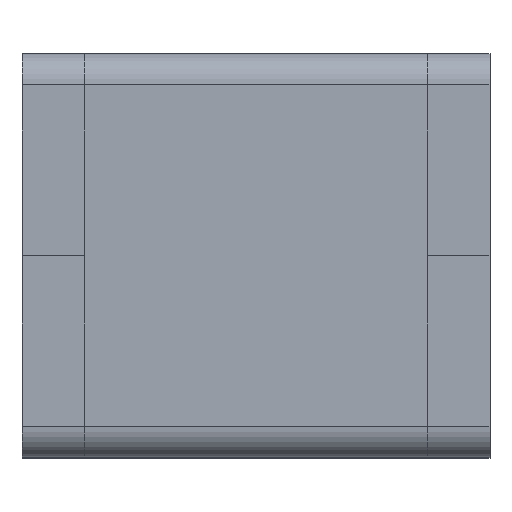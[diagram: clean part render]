
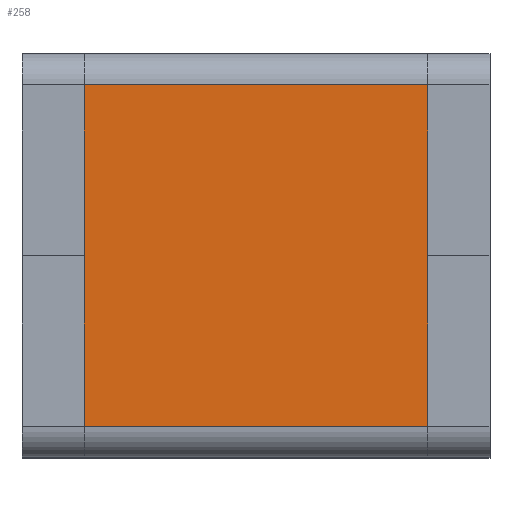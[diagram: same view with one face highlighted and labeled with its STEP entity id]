
A CAD part, top view. The second image highlights one B-rep face of the part: STEP entity #258.
In plain terms, the highlighted planar face has unit normal (0, 0, 1).
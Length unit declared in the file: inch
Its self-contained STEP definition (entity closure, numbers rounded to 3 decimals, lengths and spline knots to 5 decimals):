
#180 = CARTESIAN_POINT ( 'NONE',  ( 0.43307, -0.51, 0.51 ) ) ;
#258 = ADVANCED_FACE ( 'NONE', ( #420 ), #6083, .T. ) ;
#337 = ORIENTED_EDGE ( 'NONE', *, *, #5820, .T. ) ;
#353 = CARTESIAN_POINT ( 'NONE',  ( 0.43307, -0.51, 0.51 ) ) ;
#385 = ORIENTED_EDGE ( 'NONE', *, *, #4054, .F. ) ;
#406 = CARTESIAN_POINT ( 'NONE',  ( 0.43307, -0.51, 0.51 ) ) ;
#420 = FACE_OUTER_BOUND ( 'NONE', #1296, .T. ) ;
#422 = LINE ( 'NONE', #4534, #1549 ) ;
#464 = CARTESIAN_POINT ( 'NONE',  ( 0.43307, 0.43126, 0.51 ) ) ;
#483 = EDGE_CURVE ( 'NONE', #1116, #3072, #5564, .T. ) ;
#484 = VECTOR ( 'NONE', #2507, 39.37008 ) ;
#619 = CARTESIAN_POINT ( 'NONE',  ( -0.43307, -0.51, 0.51 ) ) ;
#744 = VECTOR ( 'NONE', #2486, 39.37008 ) ;
#885 = CARTESIAN_POINT ( 'NONE',  ( 0.43307, -0.43126, 0.51 ) ) ;
#1116 = VERTEX_POINT ( 'NONE', #3281 ) ;
#1155 = DIRECTION ( 'NONE',  ( 0., 1., 0. ) ) ;
#1296 = EDGE_LOOP ( 'NONE', ( #3607, #1573, #2204, #337, #385, #2700 ) ) ;
#1437 = CARTESIAN_POINT ( 'NONE',  ( 0.43307, 0.43126, 0.51 ) ) ;
#1459 = VERTEX_POINT ( 'NONE', #6077 ) ;
#1549 = VECTOR ( 'NONE', #1790, 39.37008 ) ;
#1572 = VECTOR ( 'NONE', #1712, 39.37008 ) ;
#1573 = ORIENTED_EDGE ( 'NONE', *, *, #3688, .T. ) ;
#1712 = DIRECTION ( 'NONE',  ( 0., 1., 0. ) ) ;
#1790 = DIRECTION ( 'NONE',  ( 1., 0., 0. ) ) ;
#1806 = VERTEX_POINT ( 'NONE', #4275 ) ;
#1860 = LINE ( 'NONE', #464, #3316 ) ;
#1884 = DIRECTION ( 'NONE',  ( -1., 0., 0. ) ) ;
#1952 = EDGE_CURVE ( 'NONE', #2829, #1806, #3518, .T. ) ;
#2204 = ORIENTED_EDGE ( 'NONE', *, *, #483, .T. ) ;
#2412 = VERTEX_POINT ( 'NONE', #885 ) ;
#2486 = DIRECTION ( 'NONE',  ( 0., 1., 0. ) ) ;
#2507 = DIRECTION ( 'NONE',  ( 0., 1., 0. ) ) ;
#2638 = EDGE_CURVE ( 'NONE', #2829, #2412, #422, .T. ) ;
#2700 = ORIENTED_EDGE ( 'NONE', *, *, #1952, .F. ) ;
#2829 = VERTEX_POINT ( 'NONE', #2888 ) ;
#2888 = CARTESIAN_POINT ( 'NONE',  ( -0.43307, -0.43126, 0.51 ) ) ;
#3044 = LINE ( 'NONE', #180, #744 ) ;
#3072 = VERTEX_POINT ( 'NONE', #1437 ) ;
#3281 = CARTESIAN_POINT ( 'NONE',  ( 0.43307, 0., 0.51 ) ) ;
#3316 = VECTOR ( 'NONE', #1884, 39.37008 ) ;
#3518 = LINE ( 'NONE', #5391, #4920 ) ;
#3607 = ORIENTED_EDGE ( 'NONE', *, *, #2638, .T. ) ;
#3688 = EDGE_CURVE ( 'NONE', #2412, #1116, #3044, .T. ) ;
#3700 = DIRECTION ( 'NONE',  ( 1., 0., 0. ) ) ;
#4054 = EDGE_CURVE ( 'NONE', #1806, #1459, #5344, .T. ) ;
#4247 = DIRECTION ( 'NONE',  ( 0., 0., 1. ) ) ;
#4275 = CARTESIAN_POINT ( 'NONE',  ( -0.43307, 0., 0.51 ) ) ;
#4534 = CARTESIAN_POINT ( 'NONE',  ( 0.43307, -0.43126, 0.51 ) ) ;
#4584 = AXIS2_PLACEMENT_3D ( 'NONE', #353, #4247, #3700 ) ;
#4920 = VECTOR ( 'NONE', #1155, 39.37008 ) ;
#5344 = LINE ( 'NONE', #619, #484 ) ;
#5391 = CARTESIAN_POINT ( 'NONE',  ( -0.43307, -0.51, 0.51 ) ) ;
#5564 = LINE ( 'NONE', #406, #1572 ) ;
#5820 = EDGE_CURVE ( 'NONE', #3072, #1459, #1860, .T. ) ;
#6077 = CARTESIAN_POINT ( 'NONE',  ( -0.43307, 0.43126, 0.51 ) ) ;
#6083 = PLANE ( 'NONE',  #4584 ) ;
